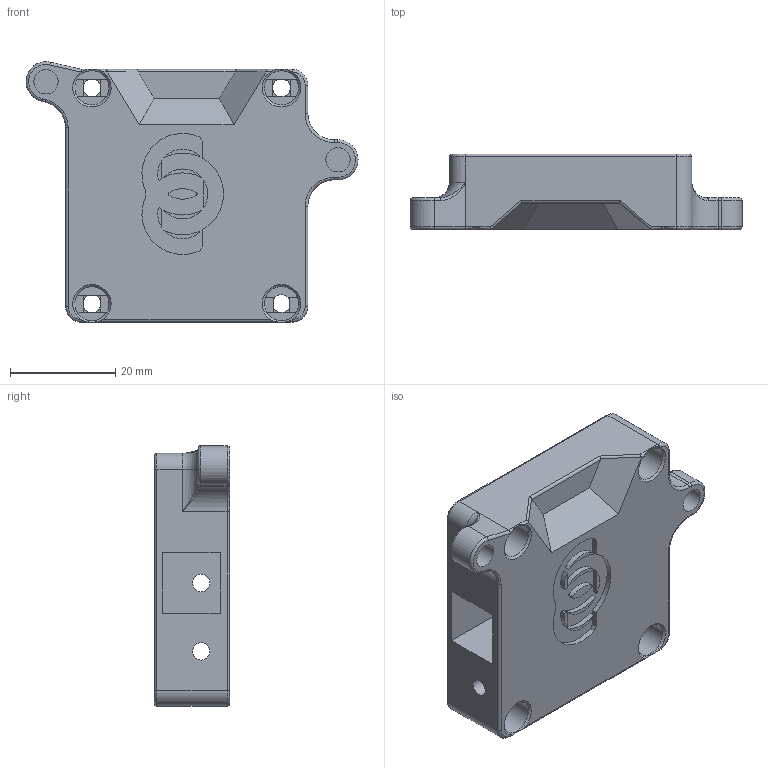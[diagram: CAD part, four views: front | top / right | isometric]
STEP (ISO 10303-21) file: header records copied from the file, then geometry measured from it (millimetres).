
FILE_DESCRIPTION(/* description */ ('','CAx-IF Rec.Pracs.---Representation and Presentation of Product Manufacturing Information (PMI)---4.0---2014-10-13'),/* implementation_level */ '2;1');
FILE_NAME(/* name */ 'Carriage Body Front VCore3.step',/* time_stamp */ '2025-01-12T17:13:27+02:00',/* author */ (''),/* organization */ (''),/* preprocessor_version */ 'ST-DEVELOPER v20',/* originating_system */ 'Autodesk Translation Framework v13.20.0.188',/* authorisation */ '');
FILE_SCHEMA (('INTEGRATED_CNC_SCHEMA','AP242_MANAGED_MODEL_BASED_3D_ENGINEERING_MIM_LF { 1 0 10303 442 1 1 4 }'));
Length unit declared in the file: millimetre
Products named in the file (1): Carriage Body Front
Bounding box: 63.03 x 14.3 x 49.43 mm (x, y, z)
Volume: 19824.9 mm3; surface area: 11908.4 mm2
Topology: 1 solids, 1 shells, 227 faces, 577 edges, 354 vertices
Faces by surface type: plane 114, cylinder 65, bspline 22, torus 18, cone 8
Full cylindrical faces by diameter (mm): 3.3 x2, 3.4 x4, 4.6 x2, 6.5 x4
Entity records: 7874 total; most frequent: CARTESIAN_POINT 2336, DIRECTION 1158, ORIENTED_EDGE 1148, EDGE_CURVE 574, AXIS2_PLACEMENT_3D 422, VERTEX_POINT 354, LINE 314, VECTOR 314
